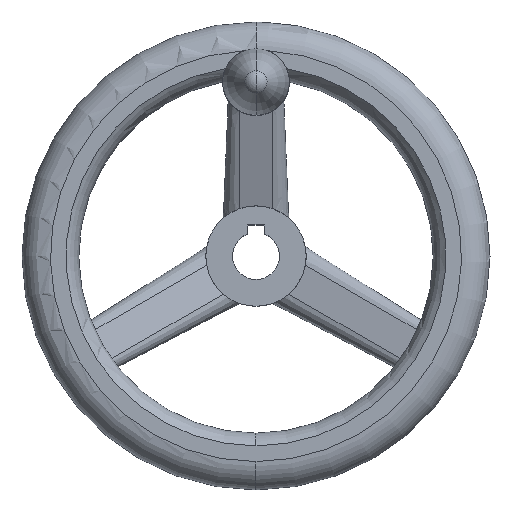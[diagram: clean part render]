
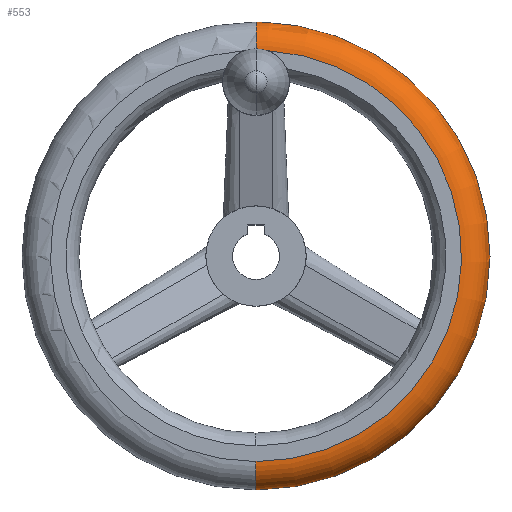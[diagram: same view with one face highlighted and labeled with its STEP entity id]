
A CAD part, top view. The second image highlights one B-rep face of the part: STEP entity #553.
In plain terms, the highlighted toroidal (fillet/blend) face has major radius 61.5 mm and minor radius 8.5 mm.
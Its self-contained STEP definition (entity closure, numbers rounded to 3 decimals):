
#293=EDGE_CURVE('',#571,#343,#810,.T.);
#321=VERTEX_POINT('',#841);
#343=VERTEX_POINT('',#863);
#453=VERTEX_POINT('',#989);
#553=ADVANCED_FACE('',(#1097),#1098,.T.);
#571=VERTEX_POINT('',#1117);
#575=EDGE_CURVE('',#733,#321,#1122,.T.);
#599=EDGE_CURVE('',#453,#733,#1149,.T.);
#625=EDGE_CURVE('',#343,#453,#1178,.T.);
#683=EDGE_CURVE('',#321,#571,#1248,.T.);
#733=VERTEX_POINT('',#1302);
#810=CIRCLE('',#1378,70.0);
#841=CARTESIAN_POINT('',(0.,-61.5,39.0));
#863=CARTESIAN_POINT('',(0.,70.0,30.5));
#989=CARTESIAN_POINT('',(0.,61.5,39.0));
#1097=FACE_OUTER_BOUND('',#1964,.T.);
#1098=TOROIDAL_SURFACE('',#1965,61.5,8.5);
#1117=CARTESIAN_POINT('',(0.,-70.0,30.5));
#1122=CIRCLE('',#2080,61.5);
#1149=CIRCLE('',#2187,61.5);
#1178=CIRCLE('',#2281,8.5);
#1248=CIRCLE('',#2358,8.5);
#1302=CARTESIAN_POINT('',(3.394,61.406,39.));
#1378=AXIS2_PLACEMENT_3D('',#2537,#2538,#2539);
#1964=EDGE_LOOP('',(#2874,#2875,#2876,#2877,#2878));
#1965=AXIS2_PLACEMENT_3D('',#2879,#2880,#2881);
#2080=AXIS2_PLACEMENT_3D('',#2902,#2903,#2904);
#2187=AXIS2_PLACEMENT_3D('',#2939,#2940,#2941);
#2281=AXIS2_PLACEMENT_3D('',#2973,#2974,#2975);
#2358=AXIS2_PLACEMENT_3D('',#3086,#3087,#3088);
#2537=CARTESIAN_POINT('',(0.,0.,30.5));
#2538=DIRECTION('',(0.,0.,1.0));
#2539=DIRECTION('',(1.0,0.0,0.));
#2874=ORIENTED_EDGE('',*,*,#293,.T.);
#2875=ORIENTED_EDGE('',*,*,#625,.T.);
#2876=ORIENTED_EDGE('',*,*,#599,.T.);
#2877=ORIENTED_EDGE('',*,*,#575,.T.);
#2878=ORIENTED_EDGE('',*,*,#683,.T.);
#2879=CARTESIAN_POINT('',(0.,0.,30.5));
#2880=DIRECTION('',(0.,0.,1.0));
#2881=DIRECTION('',(0.,1.0,0.0));
#2902=CARTESIAN_POINT('',(0.,0.,39.0));
#2903=DIRECTION('',(0.,0.,-1.0));
#2904=DIRECTION('',(0.,1.0,0.));
#2939=CARTESIAN_POINT('',(0.,0.,39.0));
#2940=DIRECTION('',(0.,0.,-1.0));
#2941=DIRECTION('',(0.,1.0,0.));
#2973=CARTESIAN_POINT('',(0.,61.5,30.5));
#2974=DIRECTION('',(1.0,0.,0.));
#2975=DIRECTION('',(0.,1.0,0.));
#3086=CARTESIAN_POINT('',(0.,-61.5,30.5));
#3087=DIRECTION('',(1.0,0.,0.));
#3088=DIRECTION('',(0.,-1.0,0.));
